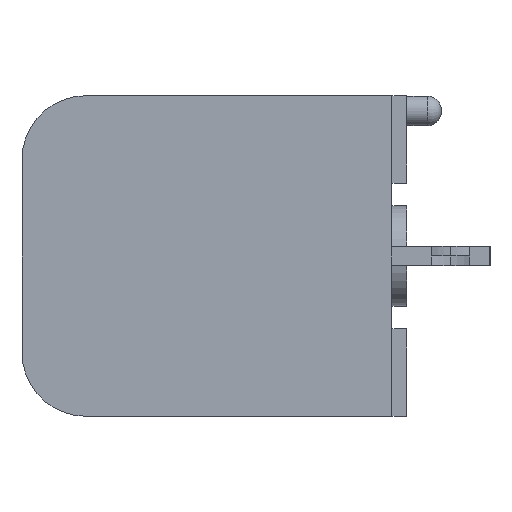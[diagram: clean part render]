
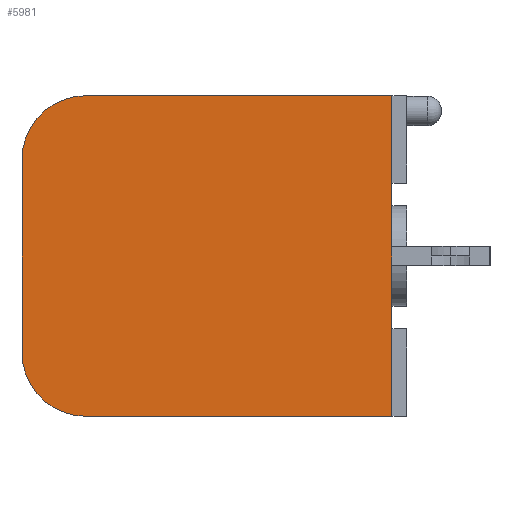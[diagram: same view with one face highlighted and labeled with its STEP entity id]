
A CAD part, left-side view. The second image highlights one B-rep face of the part: STEP entity #5981.
In plain terms, the highlighted planar face has unit normal (-1, 0, 0).
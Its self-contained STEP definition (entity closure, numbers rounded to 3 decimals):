
#33 = CARTESIAN_POINT ( 'NONE',  ( -29.46, 16.51, 4.955 ) ) ;
#38 = VECTOR ( 'NONE', #2321, 1000. ) ;
#236 = VERTEX_POINT ( 'NONE', #5340 ) ;
#275 = ORIENTED_EDGE ( 'NONE', *, *, #6506, .F. ) ;
#372 = CARTESIAN_POINT ( 'NONE',  ( -29.46, 0.76, -8.255 ) ) ;
#512 = ORIENTED_EDGE ( 'NONE', *, *, #8295, .T. ) ;
#701 = DIRECTION ( 'NONE',  ( -1., 0., 0. ) ) ;
#735 = VERTEX_POINT ( 'NONE', #6908 ) ;
#924 = ORIENTED_EDGE ( 'NONE', *, *, #6089, .T. ) ;
#992 = EDGE_CURVE ( 'NONE', #2194, #735, #5605, .T. ) ;
#1071 = DIRECTION ( 'NONE',  ( 0., 0., 1. ) ) ;
#1485 = AXIS2_PLACEMENT_3D ( 'NONE', #6356, #1563, #7649 ) ;
#1557 = AXIS2_PLACEMENT_3D ( 'NONE', #33, #701, #3303 ) ;
#1563 = DIRECTION ( 'NONE',  ( -1., 0., 0. ) ) ;
#1761 = CARTESIAN_POINT ( 'NONE',  ( -29.46, 3.36, 8.255 ) ) ;
#1826 = LINE ( 'NONE', #8274, #38 ) ;
#2194 = VERTEX_POINT ( 'NONE', #5530 ) ;
#2321 = DIRECTION ( 'NONE',  ( 0., 0., 1. ) ) ;
#2327 = VECTOR ( 'NONE', #3010, 1000. ) ;
#2494 = LINE ( 'NONE', #7168, #3013 ) ;
#2899 = FACE_OUTER_BOUND ( 'NONE', #5017, .T. ) ;
#2925 = EDGE_CURVE ( 'NONE', #236, #6656, #7430, .T. ) ;
#3010 = DIRECTION ( 'NONE',  ( 0., -1., 0. ) ) ;
#3013 = VECTOR ( 'NONE', #6458, 1000. ) ;
#3116 = DIRECTION ( 'NONE',  ( 0., 0., -1. ) ) ;
#3221 = DIRECTION ( 'NONE',  ( 1., 0., 0. ) ) ;
#3303 = DIRECTION ( 'NONE',  ( 0., 0., -1. ) ) ;
#3856 = ORIENTED_EDGE ( 'NONE', *, *, #2925, .F. ) ;
#3982 = CARTESIAN_POINT ( 'NONE',  ( -29.46, 0.76, 8.255 ) ) ;
#4525 = CARTESIAN_POINT ( 'NONE',  ( -29.46, 3.36, 0. ) ) ;
#4560 = ORIENTED_EDGE ( 'NONE', *, *, #4826, .T. ) ;
#4826 = EDGE_CURVE ( 'NONE', #236, #8157, #8012, .T. ) ;
#5017 = EDGE_LOOP ( 'NONE', ( #275, #7067, #924, #512, #3856, #4560 ) ) ;
#5340 = CARTESIAN_POINT ( 'NONE',  ( -29.46, 16.51, 8.255 ) ) ;
#5367 = CARTESIAN_POINT ( 'NONE',  ( -29.46, 19.81, 4.955 ) ) ;
#5530 = CARTESIAN_POINT ( 'NONE',  ( -29.46, 19.81, -4.955 ) ) ;
#5605 = CIRCLE ( 'NONE', #1485, 3.3 ) ;
#5941 = VERTEX_POINT ( 'NONE', #372 ) ;
#5981 = ADVANCED_FACE ( 'NONE', ( #2899 ), #6485, .F. ) ;
#6089 = EDGE_CURVE ( 'NONE', #735, #5941, #2494, .T. ) ;
#6356 = CARTESIAN_POINT ( 'NONE',  ( -29.46, 16.51, -4.955 ) ) ;
#6458 = DIRECTION ( 'NONE',  ( 0., -1., 0. ) ) ;
#6485 = PLANE ( 'NONE',  #7100 ) ;
#6506 = EDGE_CURVE ( 'NONE', #2194, #8157, #7585, .T. ) ;
#6656 = VERTEX_POINT ( 'NONE', #3982 ) ;
#6908 = CARTESIAN_POINT ( 'NONE',  ( -29.46, 16.51, -8.255 ) ) ;
#7067 = ORIENTED_EDGE ( 'NONE', *, *, #992, .T. ) ;
#7100 = AXIS2_PLACEMENT_3D ( 'NONE', #4525, #3221, #3116 ) ;
#7168 = CARTESIAN_POINT ( 'NONE',  ( -29.46, 3.36, -8.255 ) ) ;
#7174 = VECTOR ( 'NONE', #1071, 1000. ) ;
#7430 = LINE ( 'NONE', #1761, #2327 ) ;
#7585 = LINE ( 'NONE', #7714, #7174 ) ;
#7649 = DIRECTION ( 'NONE',  ( 0., 0., -1. ) ) ;
#7714 = CARTESIAN_POINT ( 'NONE',  ( -29.46, 19.81, 0. ) ) ;
#8012 = CIRCLE ( 'NONE', #1557, 3.3 ) ;
#8157 = VERTEX_POINT ( 'NONE', #5367 ) ;
#8274 = CARTESIAN_POINT ( 'NONE',  ( -29.46, 0.76, 0. ) ) ;
#8295 = EDGE_CURVE ( 'NONE', #5941, #6656, #1826, .T. ) ;
